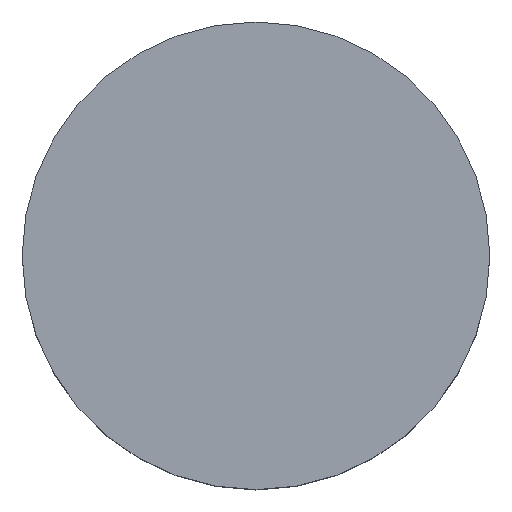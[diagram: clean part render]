
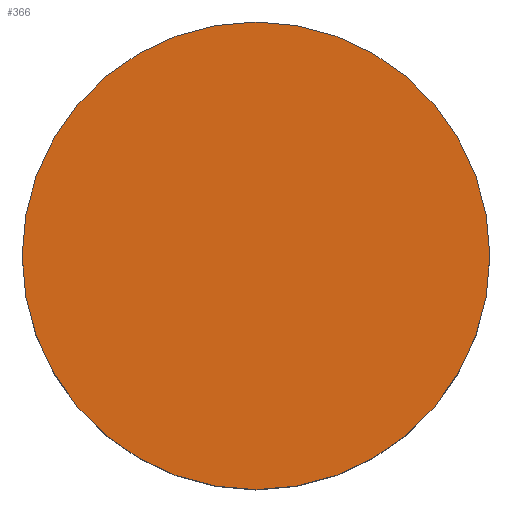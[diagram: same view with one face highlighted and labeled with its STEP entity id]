
A CAD part, top view. The second image highlights one B-rep face of the part: STEP entity #366.
In plain terms, the highlighted planar face has unit normal (0, 0, 1).
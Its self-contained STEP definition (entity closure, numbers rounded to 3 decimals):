
#300 = CYLINDRICAL_SURFACE('',#301,42.5);
#301 = AXIS2_PLACEMENT_3D('',#302,#303,#304);
#302 = CARTESIAN_POINT('',(0.,0.,124.8));
#303 = DIRECTION('',(0.,0.,1.));
#304 = DIRECTION('',(-1.,0.,0.));
#316 = VERTEX_POINT('',#317);
#317 = CARTESIAN_POINT('',(-42.5,0.,160.));
#340 = EDGE_CURVE('',#316,#316,#341,.T.);
#341 = SURFACE_CURVE('',#342,(#347,#354),.PCURVE_S1.);
#342 = CIRCLE('',#343,42.5);
#343 = AXIS2_PLACEMENT_3D('',#344,#345,#346);
#344 = CARTESIAN_POINT('',(0.,0.,160.));
#345 = DIRECTION('',(0.,0.,1.));
#346 = DIRECTION('',(-1.,0.,0.));
#347 = PCURVE('',#300,#348);
#348 = DEFINITIONAL_REPRESENTATION('',(#349),#353);
#349 = LINE('',#350,#351);
#350 = CARTESIAN_POINT('',(0.,35.2));
#351 = VECTOR('',#352,1.);
#352 = DIRECTION('',(1.,0.));
#353 = ( GEOMETRIC_REPRESENTATION_CONTEXT(2) 
PARAMETRIC_REPRESENTATION_CONTEXT() REPRESENTATION_CONTEXT('2D SPACE',''
  ) );
#354 = PCURVE('',#355,#360);
#355 = PLANE('',#356);
#356 = AXIS2_PLACEMENT_3D('',#357,#358,#359);
#357 = CARTESIAN_POINT('',(0.,0.,160.));
#358 = DIRECTION('',(0.,0.,1.));
#359 = DIRECTION('',(-1.,0.,0.));
#360 = DEFINITIONAL_REPRESENTATION('',(#361),#365);
#361 = CIRCLE('',#362,42.5);
#362 = AXIS2_PLACEMENT_2D('',#363,#364);
#363 = CARTESIAN_POINT('',(0.,0.));
#364 = DIRECTION('',(1.,0.));
#365 = ( GEOMETRIC_REPRESENTATION_CONTEXT(2) 
PARAMETRIC_REPRESENTATION_CONTEXT() REPRESENTATION_CONTEXT('2D SPACE',''
  ) );
#366 = ADVANCED_FACE('',(#367),#355,.T.);
#367 = FACE_BOUND('',#368,.T.);
#368 = EDGE_LOOP('',(#369));
#369 = ORIENTED_EDGE('',*,*,#340,.T.);
